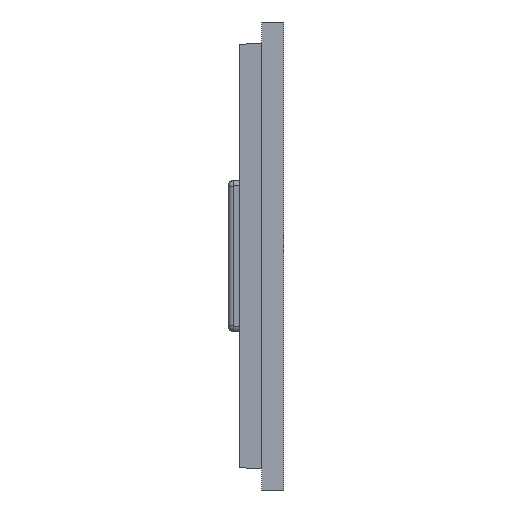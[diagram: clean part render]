
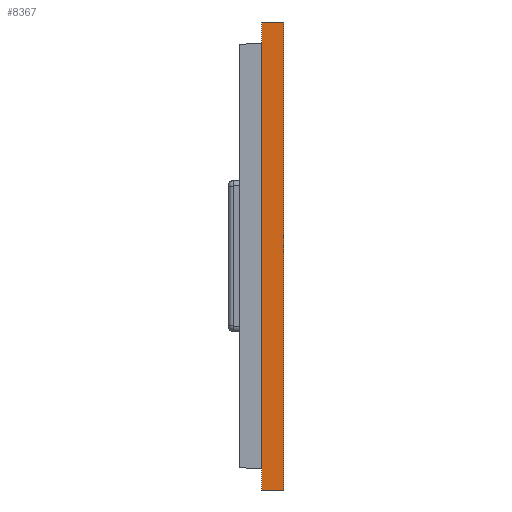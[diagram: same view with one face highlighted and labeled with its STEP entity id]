
A CAD part, left-side view. The second image highlights one B-rep face of the part: STEP entity #8367.
In plain terms, the highlighted planar face has unit normal (-1, 0, 0).
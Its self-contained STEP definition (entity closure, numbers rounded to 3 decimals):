
#299=PLANE('',#8620);
#754=FACE_OUTER_BOUND('',#1244,.T.);
#1244=EDGE_LOOP('',(#7636,#7637,#7638,#7639));
#1818=LINE('',#15474,#2458);
#1874=LINE('',#15969,#2514);
#1882=LINE('',#15984,#2522);
#1885=LINE('',#15989,#2525);
#2458=VECTOR('',#9438,10.);
#2514=VECTOR('',#9712,10.);
#2522=VECTOR('',#9730,10.);
#2525=VECTOR('',#9737,10.);
#3812=VERTEX_POINT('',#15472);
#3813=VERTEX_POINT('',#15473);
#3892=VERTEX_POINT('',#15967);
#3893=VERTEX_POINT('',#15968);
#5006=EDGE_CURVE('',#3812,#3813,#1818,.T.);
#5134=EDGE_CURVE('',#3892,#3893,#1874,.T.);
#5142=EDGE_CURVE('',#3812,#3892,#1882,.T.);
#5145=EDGE_CURVE('',#3813,#3893,#1885,.T.);
#7636=ORIENTED_EDGE('',*,*,#5006,.T.);
#7637=ORIENTED_EDGE('',*,*,#5145,.T.);
#7638=ORIENTED_EDGE('',*,*,#5134,.F.);
#7639=ORIENTED_EDGE('',*,*,#5142,.F.);
#8367=ADVANCED_FACE('',(#754),#299,.T.);
#8620=AXIS2_PLACEMENT_3D('',#15990,#9738,#9739);
#9438=DIRECTION('',(0.,0.,1.));
#9712=DIRECTION('',(0.,0.,1.));
#9730=DIRECTION('',(0.,1.,0.));
#9737=DIRECTION('',(0.,1.,0.));
#9738=DIRECTION('center_axis',(-1.,0.,0.));
#9739=DIRECTION('ref_axis',(0.,0.,1.));
#15472=CARTESIAN_POINT('',(-34.,0.,-21.));
#15473=CARTESIAN_POINT('',(-34.,0.,21.));
#15474=CARTESIAN_POINT('',(-34.,0.,-21.));
#15967=CARTESIAN_POINT('',(-34.,2.,-21.));
#15968=CARTESIAN_POINT('',(-34.,2.,21.));
#15969=CARTESIAN_POINT('',(-34.,2.,-21.));
#15984=CARTESIAN_POINT('',(-34.,0.,-21.));
#15989=CARTESIAN_POINT('',(-34.,0.,21.));
#15990=CARTESIAN_POINT('Origin',(-34.,0.,-21.));
